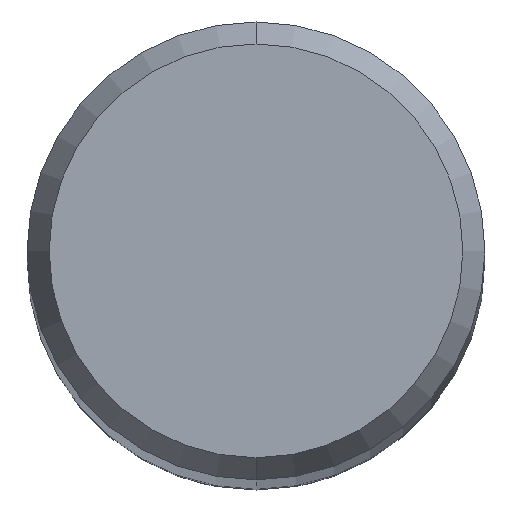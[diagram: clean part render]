
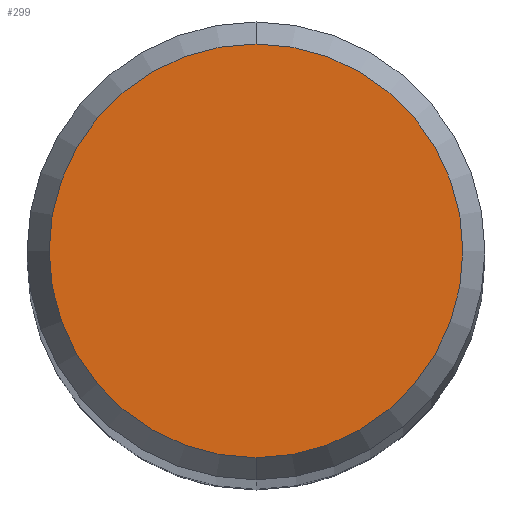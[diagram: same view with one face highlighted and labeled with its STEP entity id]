
A CAD part, top view. The second image highlights one B-rep face of the part: STEP entity #299.
In plain terms, the highlighted planar face has unit normal (0, 0, 1).
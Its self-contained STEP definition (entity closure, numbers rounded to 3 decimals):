
#269=EDGE_CURVE('',#333,#321,#534,.T.);
#299=ADVANCED_FACE('',(#566),#567,.T.);
#321=VERTEX_POINT('',#594);
#333=VERTEX_POINT('',#606);
#367=EDGE_CURVE('',#321,#333,#643,.T.);
#534=CIRCLE('',#945,2.152);
#566=FACE_OUTER_BOUND('',#1009,.T.);
#567=PLANE('',#1010);
#594=CARTESIAN_POINT('',(0.,-2.152,0.0));
#606=CARTESIAN_POINT('',(0.0,2.152,0.0));
#643=CIRCLE('',#1197,2.152);
#945=AXIS2_PLACEMENT_3D('',#1348,#1349,#1350);
#1009=EDGE_LOOP('',(#1379,#1380));
#1010=AXIS2_PLACEMENT_3D('',#1381,#1382,#1383);
#1197=AXIS2_PLACEMENT_3D('',#1475,#1476,#1477);
#1348=CARTESIAN_POINT('',(0.0,0.0,0.0));
#1349=DIRECTION('',(0.0,0.0,-1.0));
#1350=DIRECTION('',(0.0,1.0,0.0));
#1379=ORIENTED_EDGE('',*,*,#269,.F.);
#1380=ORIENTED_EDGE('',*,*,#367,.F.);
#1381=CARTESIAN_POINT('',(0.0,1.076,0.0));
#1382=DIRECTION('',(-0.0,0.0,1.0));
#1383=DIRECTION('',(0.0,-1.0,0.0));
#1475=CARTESIAN_POINT('',(0.0,0.0,0.0));
#1476=DIRECTION('',(0.0,0.0,-1.0));
#1477=DIRECTION('',(0.0,1.0,0.0));
